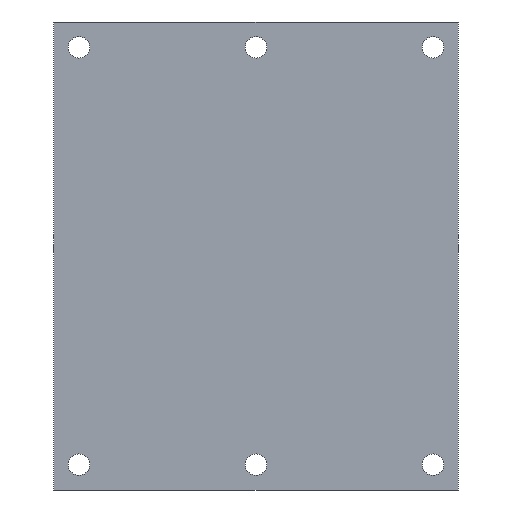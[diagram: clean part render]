
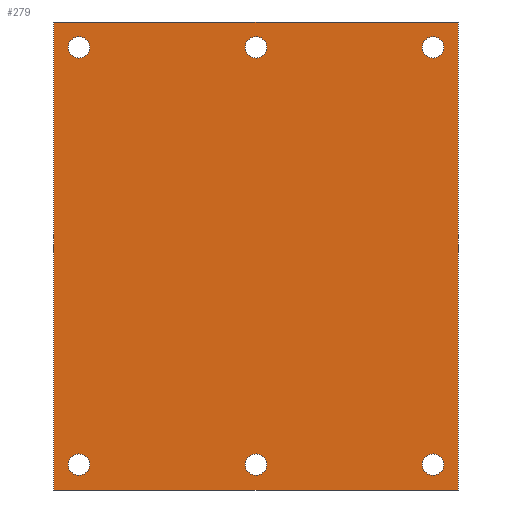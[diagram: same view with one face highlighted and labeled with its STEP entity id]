
A CAD part, front view. The second image highlights one B-rep face of the part: STEP entity #279.
In plain terms, the highlighted planar face has unit normal (0, -1, 0).
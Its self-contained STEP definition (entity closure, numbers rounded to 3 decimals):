
#2 = DIRECTION ( 'NONE',  ( 0., -1., 0. ) ) ;
#3 = AXIS2_PLACEMENT_3D ( 'NONE', #84, #443, #141 ) ;
#8 = EDGE_CURVE ( 'NONE', #640, #525, #348, .T. ) ;
#9 = DIRECTION ( 'NONE',  ( 0., 0., -1. ) ) ;
#18 = VERTEX_POINT ( 'NONE', #406 ) ;
#19 = EDGE_CURVE ( 'NONE', #71, #334, #140, .T. ) ;
#20 = DIRECTION ( 'NONE',  ( 0., -1., 0. ) ) ;
#34 = AXIS2_PLACEMENT_3D ( 'NONE', #226, #20, #377 ) ;
#36 = VERTEX_POINT ( 'NONE', #547 ) ;
#54 = VERTEX_POINT ( 'NONE', #268 ) ;
#62 = CIRCLE ( 'NONE', #512, 1.7 ) ;
#70 = VECTOR ( 'NONE', #588, 1000. ) ;
#71 = VERTEX_POINT ( 'NONE', #266 ) ;
#74 = CARTESIAN_POINT ( 'NONE',  ( 28., 0., 33. ) ) ;
#81 = DIRECTION ( 'NONE',  ( 0., 0., -1. ) ) ;
#83 = DIRECTION ( 'NONE',  ( 0., -1., 0. ) ) ;
#84 = CARTESIAN_POINT ( 'NONE',  ( -28., 0., 33. ) ) ;
#85 = ORIENTED_EDGE ( 'NONE', *, *, #195, .F. ) ;
#91 = AXIS2_PLACEMENT_3D ( 'NONE', #329, #174, #511 ) ;
#95 = LINE ( 'NONE', #627, #337 ) ;
#97 = CIRCLE ( 'NONE', #596, 1.7 ) ;
#119 = ORIENTED_EDGE ( 'NONE', *, *, #8, .F. ) ;
#126 = EDGE_CURVE ( 'NONE', #18, #240, #97, .T. ) ;
#128 = ORIENTED_EDGE ( 'NONE', *, *, #298, .F. ) ;
#135 = VERTEX_POINT ( 'NONE', #271 ) ;
#138 = CARTESIAN_POINT ( 'NONE',  ( 32., 0., 37. ) ) ;
#140 = CIRCLE ( 'NONE', #446, 1.7 ) ;
#141 = DIRECTION ( 'NONE',  ( 0., 0., -1. ) ) ;
#145 = VERTEX_POINT ( 'NONE', #468 ) ;
#148 = EDGE_CURVE ( 'NONE', #334, #71, #473, .T. ) ;
#152 = ORIENTED_EDGE ( 'NONE', *, *, #439, .F. ) ;
#155 = VERTEX_POINT ( 'NONE', #510 ) ;
#156 = CARTESIAN_POINT ( 'NONE',  ( 28., 0., -33. ) ) ;
#157 = DIRECTION ( 'NONE',  ( 0., -1., 0. ) ) ;
#172 = EDGE_CURVE ( 'NONE', #54, #567, #354, .T. ) ;
#174 = DIRECTION ( 'NONE',  ( 0., -1., 0. ) ) ;
#183 = ORIENTED_EDGE ( 'NONE', *, *, #207, .F. ) ;
#187 = CARTESIAN_POINT ( 'NONE',  ( 0., 0., 0. ) ) ;
#195 = EDGE_CURVE ( 'NONE', #269, #155, #259, .T. ) ;
#202 = FACE_BOUND ( 'NONE', #404, .T. ) ;
#207 = EDGE_CURVE ( 'NONE', #155, #269, #62, .T. ) ;
#211 = DIRECTION ( 'NONE',  ( 0., 0., -1. ) ) ;
#213 = AXIS2_PLACEMENT_3D ( 'NONE', #156, #157, #357 ) ;
#214 = CARTESIAN_POINT ( 'NONE',  ( -28., 0., -33. ) ) ;
#217 = CARTESIAN_POINT ( 'NONE',  ( 28., 0., 33. ) ) ;
#220 = FACE_BOUND ( 'NONE', #543, .T. ) ;
#226 = CARTESIAN_POINT ( 'NONE',  ( 0., 0., -33. ) ) ;
#234 = ORIENTED_EDGE ( 'NONE', *, *, #148, .F. ) ;
#239 = CARTESIAN_POINT ( 'NONE',  ( 0., 0., 33. ) ) ;
#240 = VERTEX_POINT ( 'NONE', #616 ) ;
#250 = EDGE_LOOP ( 'NONE', ( #591, #371 ) ) ;
#251 = DIRECTION ( 'NONE',  ( 0., 0., -1. ) ) ;
#252 = CIRCLE ( 'NONE', #549, 1.7 ) ;
#253 = FACE_BOUND ( 'NONE', #250, .T. ) ;
#256 = VERTEX_POINT ( 'NONE', #563 ) ;
#259 = CIRCLE ( 'NONE', #346, 1.7 ) ;
#265 = EDGE_CURVE ( 'NONE', #256, #288, #502, .T. ) ;
#266 = CARTESIAN_POINT ( 'NONE',  ( -28., 0., -34.7 ) ) ;
#268 = CARTESIAN_POINT ( 'NONE',  ( 0., 0., -31.3 ) ) ;
#269 = VERTEX_POINT ( 'NONE', #388 ) ;
#271 = CARTESIAN_POINT ( 'NONE',  ( -28., 0., 31.3 ) ) ;
#277 = DIRECTION ( 'NONE',  ( 0., 0., -1. ) ) ;
#279 = ADVANCED_FACE ( 'NONE', ( #202, #347, #220, #253, #586, #569, #323 ), #333, .T. ) ;
#284 = DIRECTION ( 'NONE',  ( -1., 0., 0. ) ) ;
#288 = VERTEX_POINT ( 'NONE', #289 ) ;
#289 = CARTESIAN_POINT ( 'NONE',  ( -32., 0., -37. ) ) ;
#297 = EDGE_LOOP ( 'NONE', ( #479, #152 ) ) ;
#298 = EDGE_CURVE ( 'NONE', #490, #256, #472, .T. ) ;
#305 = EDGE_LOOP ( 'NONE', ( #85, #183 ) ) ;
#314 = VECTOR ( 'NONE', #382, 1000. ) ;
#319 = ORIENTED_EDGE ( 'NONE', *, *, #517, .F. ) ;
#321 = EDGE_CURVE ( 'NONE', #525, #640, #432, .T. ) ;
#323 = FACE_OUTER_BOUND ( 'NONE', #408, .T. ) ;
#325 = DIRECTION ( 'NONE',  ( 0., -1., 0. ) ) ;
#326 = AXIS2_PLACEMENT_3D ( 'NONE', #573, #486, #251 ) ;
#329 = CARTESIAN_POINT ( 'NONE',  ( -28., 0., -33. ) ) ;
#331 = CARTESIAN_POINT ( 'NONE',  ( -28., 0., -31.3 ) ) ;
#333 = PLANE ( 'NONE',  #526 ) ;
#334 = VERTEX_POINT ( 'NONE', #331 ) ;
#337 = VECTOR ( 'NONE', #437, 1000. ) ;
#344 = CARTESIAN_POINT ( 'NONE',  ( 32., 0., 37. ) ) ;
#346 = AXIS2_PLACEMENT_3D ( 'NONE', #506, #518, #384 ) ;
#347 = FACE_BOUND ( 'NONE', #483, .T. ) ;
#348 = CIRCLE ( 'NONE', #530, 1.7 ) ;
#350 = CARTESIAN_POINT ( 'NONE',  ( 28., 0., 31.3 ) ) ;
#354 = CIRCLE ( 'NONE', #34, 1.7 ) ;
#357 = DIRECTION ( 'NONE',  ( 0., 0., -1. ) ) ;
#364 = CARTESIAN_POINT ( 'NONE',  ( 28., 0., 34.7 ) ) ;
#366 = EDGE_CURVE ( 'NONE', #145, #135, #252, .T. ) ;
#371 = ORIENTED_EDGE ( 'NONE', *, *, #407, .F. ) ;
#377 = DIRECTION ( 'NONE',  ( 0., 0., -1. ) ) ;
#381 = VECTOR ( 'NONE', #284, 1000. ) ;
#382 = DIRECTION ( 'NONE',  ( 0., 0., -1. ) ) ;
#384 = DIRECTION ( 'NONE',  ( 0., 0., -1. ) ) ;
#388 = CARTESIAN_POINT ( 'NONE',  ( 0., 0., 34.7 ) ) ;
#391 = ORIENTED_EDGE ( 'NONE', *, *, #265, .F. ) ;
#404 = EDGE_LOOP ( 'NONE', ( #234, #611 ) ) ;
#406 = CARTESIAN_POINT ( 'NONE',  ( 28., 0., -34.7 ) ) ;
#407 = EDGE_CURVE ( 'NONE', #135, #145, #540, .T. ) ;
#408 = EDGE_LOOP ( 'NONE', ( #128, #319, #601, #391 ) ) ;
#418 = CIRCLE ( 'NONE', #326, 1.7 ) ;
#423 = AXIS2_PLACEMENT_3D ( 'NONE', #74, #619, #562 ) ;
#432 = CIRCLE ( 'NONE', #423, 1.7 ) ;
#434 = CARTESIAN_POINT ( 'NONE',  ( -32., 0., -37. ) ) ;
#437 = DIRECTION ( 'NONE',  ( 1., 0., 0. ) ) ;
#439 = EDGE_CURVE ( 'NONE', #567, #54, #418, .T. ) ;
#443 = DIRECTION ( 'NONE',  ( 0., -1., 0. ) ) ;
#446 = AXIS2_PLACEMENT_3D ( 'NONE', #214, #544, #211 ) ;
#457 = ORIENTED_EDGE ( 'NONE', *, *, #321, .F. ) ;
#464 = CARTESIAN_POINT ( 'NONE',  ( 28., 0., -33. ) ) ;
#468 = CARTESIAN_POINT ( 'NONE',  ( -28., 0., 34.7 ) ) ;
#469 = DIRECTION ( 'NONE',  ( 0., 0., -1. ) ) ;
#472 = LINE ( 'NONE', #138, #314 ) ;
#473 = CIRCLE ( 'NONE', #91, 1.7 ) ;
#475 = DIRECTION ( 'NONE',  ( 0., -1., 0. ) ) ;
#479 = ORIENTED_EDGE ( 'NONE', *, *, #172, .F. ) ;
#482 = DIRECTION ( 'NONE',  ( 0., 0., -1. ) ) ;
#483 = EDGE_LOOP ( 'NONE', ( #119, #457 ) ) ;
#486 = DIRECTION ( 'NONE',  ( 0., -1., 0. ) ) ;
#490 = VERTEX_POINT ( 'NONE', #344 ) ;
#502 = LINE ( 'NONE', #434, #381 ) ;
#503 = DIRECTION ( 'NONE',  ( 0., -1., 0. ) ) ;
#506 = CARTESIAN_POINT ( 'NONE',  ( 0., 0., 33. ) ) ;
#510 = CARTESIAN_POINT ( 'NONE',  ( 0., 0., 31.3 ) ) ;
#511 = DIRECTION ( 'NONE',  ( 0., 0., -1. ) ) ;
#512 = AXIS2_PLACEMENT_3D ( 'NONE', #239, #83, #81 ) ;
#517 = EDGE_CURVE ( 'NONE', #36, #490, #95, .T. ) ;
#518 = DIRECTION ( 'NONE',  ( 0., -1., 0. ) ) ;
#525 = VERTEX_POINT ( 'NONE', #350 ) ;
#526 = AXIS2_PLACEMENT_3D ( 'NONE', #187, #475, #469 ) ;
#530 = AXIS2_PLACEMENT_3D ( 'NONE', #217, #503, #9 ) ;
#534 = ORIENTED_EDGE ( 'NONE', *, *, #126, .F. ) ;
#540 = CIRCLE ( 'NONE', #3, 1.7 ) ;
#541 = CARTESIAN_POINT ( 'NONE',  ( 0., 0., -34.7 ) ) ;
#543 = EDGE_LOOP ( 'NONE', ( #639, #534 ) ) ;
#544 = DIRECTION ( 'NONE',  ( 0., -1., 0. ) ) ;
#545 = CARTESIAN_POINT ( 'NONE',  ( -32., 0., 37. ) ) ;
#547 = CARTESIAN_POINT ( 'NONE',  ( -32., 0., 37. ) ) ;
#548 = CARTESIAN_POINT ( 'NONE',  ( -28., 0., 33. ) ) ;
#549 = AXIS2_PLACEMENT_3D ( 'NONE', #548, #2, #482 ) ;
#562 = DIRECTION ( 'NONE',  ( 0., 0., -1. ) ) ;
#563 = CARTESIAN_POINT ( 'NONE',  ( 32., 0., -37. ) ) ;
#567 = VERTEX_POINT ( 'NONE', #541 ) ;
#568 = LINE ( 'NONE', #545, #70 ) ;
#569 = FACE_BOUND ( 'NONE', #305, .T. ) ;
#573 = CARTESIAN_POINT ( 'NONE',  ( 0., 0., -33. ) ) ;
#575 = CIRCLE ( 'NONE', #213, 1.7 ) ;
#581 = EDGE_CURVE ( 'NONE', #288, #36, #568, .T. ) ;
#586 = FACE_BOUND ( 'NONE', #297, .T. ) ;
#588 = DIRECTION ( 'NONE',  ( 0., 0., 1. ) ) ;
#591 = ORIENTED_EDGE ( 'NONE', *, *, #366, .F. ) ;
#596 = AXIS2_PLACEMENT_3D ( 'NONE', #464, #325, #277 ) ;
#601 = ORIENTED_EDGE ( 'NONE', *, *, #581, .F. ) ;
#611 = ORIENTED_EDGE ( 'NONE', *, *, #19, .F. ) ;
#615 = EDGE_CURVE ( 'NONE', #240, #18, #575, .T. ) ;
#616 = CARTESIAN_POINT ( 'NONE',  ( 28., 0., -31.3 ) ) ;
#619 = DIRECTION ( 'NONE',  ( 0., -1., 0. ) ) ;
#627 = CARTESIAN_POINT ( 'NONE',  ( -32., 0., 37. ) ) ;
#639 = ORIENTED_EDGE ( 'NONE', *, *, #615, .F. ) ;
#640 = VERTEX_POINT ( 'NONE', #364 ) ;
